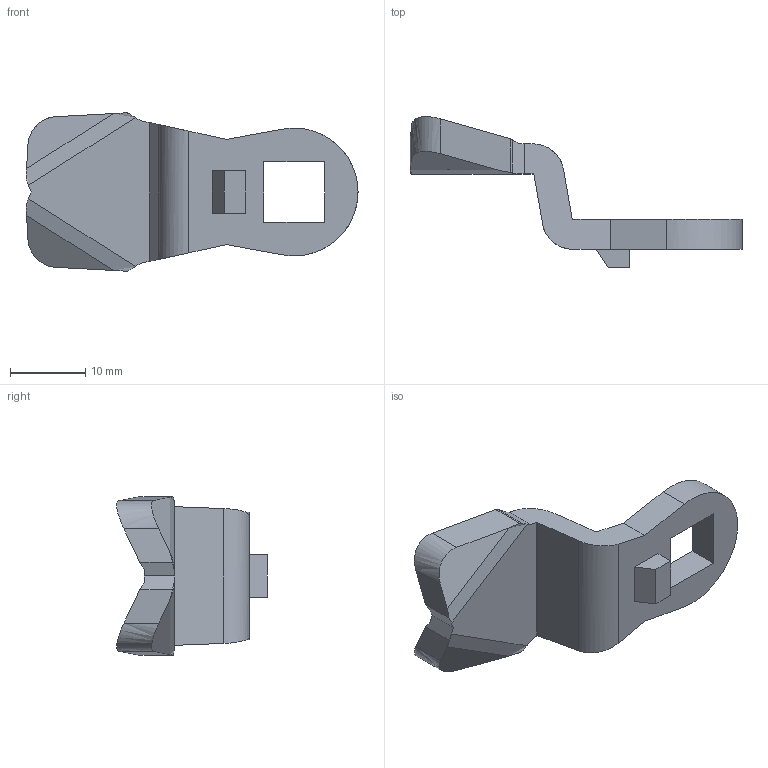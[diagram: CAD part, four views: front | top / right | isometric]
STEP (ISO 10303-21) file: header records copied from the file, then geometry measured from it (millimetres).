
FILE_DESCRIPTION((''),'2;1');
FILE_NAME('','2006-10-31T08:05:48',(''),(''),'','CADfix','');
FILE_SCHEMA(('AUTOMOTIVE_DESIGN'));
Length unit declared in the file: millimetre
Products named in the file (1): cam
Bounding box: 44.17 x 20.03 x 21.07 mm (x, y, z)
Volume: 3274 mm3; surface area: 2390.6 mm2
Topology: 1 solids, 1 shells, 47 faces, 129 edges, 86 vertices
Faces by surface type: bspline 47
Entity records: 1388 total; most frequent: CARTESIAN_POINT 603, ORIENTED_EDGE 258, EDGE_CURVE 129, QUASI_UNIFORM_CURVE 103, VERTEX_POINT 86, EDGE_LOOP 51, FACE_OUTER_BOUND 47, ADVANCED_FACE 47
